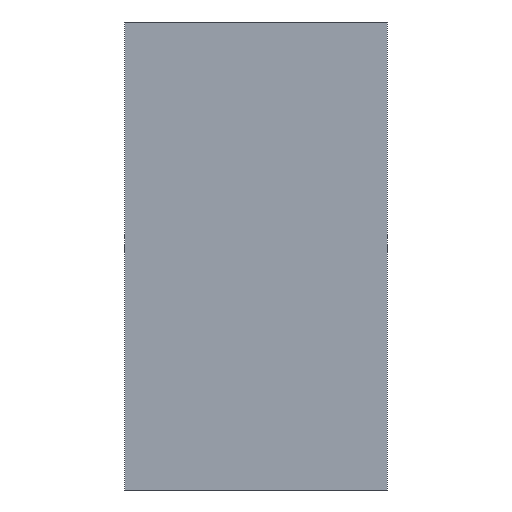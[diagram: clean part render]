
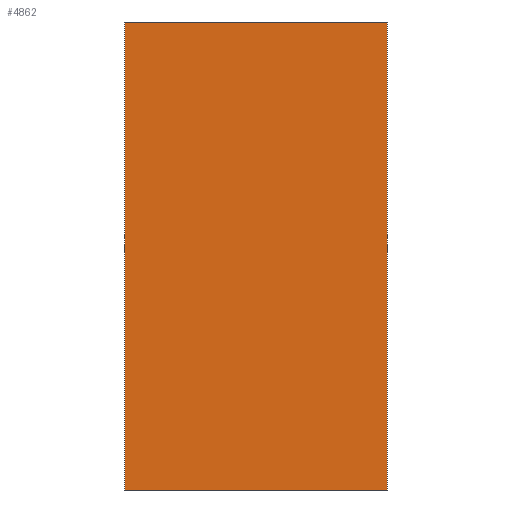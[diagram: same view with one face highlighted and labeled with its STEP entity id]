
A CAD part, left-side view. The second image highlights one B-rep face of the part: STEP entity #4862.
In plain terms, the highlighted planar face has unit normal (-1, 0, 0).
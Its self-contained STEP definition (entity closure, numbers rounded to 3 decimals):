
#532=FACE_OUTER_BOUND('',#796,.T.);
#796=EDGE_LOOP('',(#3717,#3718,#3719,#3720));
#998=LINE('',#6231,#1494);
#1224=LINE('',#7315,#1720);
#1225=LINE('',#7316,#1721);
#1226=LINE('',#7317,#1722);
#1494=VECTOR('',#5267,10.);
#1720=VECTOR('',#5611,10.);
#1721=VECTOR('',#5612,10.);
#1722=VECTOR('',#5613,10.);
#1985=VERTEX_POINT('',#6229);
#1986=VERTEX_POINT('',#6230);
#2201=VERTEX_POINT('',#7313);
#2202=VERTEX_POINT('',#7314);
#2492=EDGE_CURVE('',#1985,#1986,#998,.T.);
#2814=EDGE_CURVE('',#2201,#2202,#1224,.T.);
#2815=EDGE_CURVE('',#2202,#1986,#1225,.T.);
#2816=EDGE_CURVE('',#2201,#1985,#1226,.T.);
#3717=ORIENTED_EDGE('',*,*,#2814,.T.);
#3718=ORIENTED_EDGE('',*,*,#2815,.T.);
#3719=ORIENTED_EDGE('',*,*,#2492,.F.);
#3720=ORIENTED_EDGE('',*,*,#2816,.F.);
#4652=PLANE('',#5090);
#4862=ADVANCED_FACE('',(#532),#4652,.T.);
#5090=AXIS2_PLACEMENT_3D('',#7312,#5609,#5610);
#5267=DIRECTION('',(0.,1.,0.));
#5609=DIRECTION('center_axis',(-1.,0.,0.));
#5610=DIRECTION('ref_axis',(0.,1.,0.));
#5611=DIRECTION('',(0.,1.,0.));
#5612=DIRECTION('',(0.,0.,-1.));
#5613=DIRECTION('',(0.,0.,-1.));
#6229=CARTESIAN_POINT('',(-148.,0.,-75.));
#6230=CARTESIAN_POINT('',(-148.,42.,-75.));
#6231=CARTESIAN_POINT('',(-148.,0.,-75.));
#7312=CARTESIAN_POINT('Origin',(-148.,0.,0.));
#7313=CARTESIAN_POINT('',(-148.,0.,0.));
#7314=CARTESIAN_POINT('',(-148.,42.,0.));
#7315=CARTESIAN_POINT('',(-148.,0.,0.));
#7316=CARTESIAN_POINT('',(-148.,42.,0.));
#7317=CARTESIAN_POINT('',(-148.,0.,0.));
